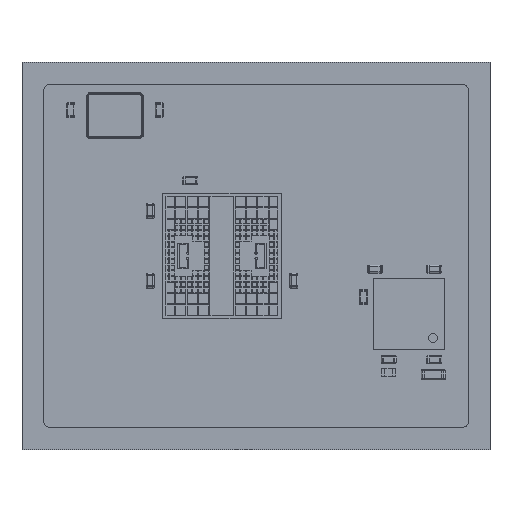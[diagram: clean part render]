
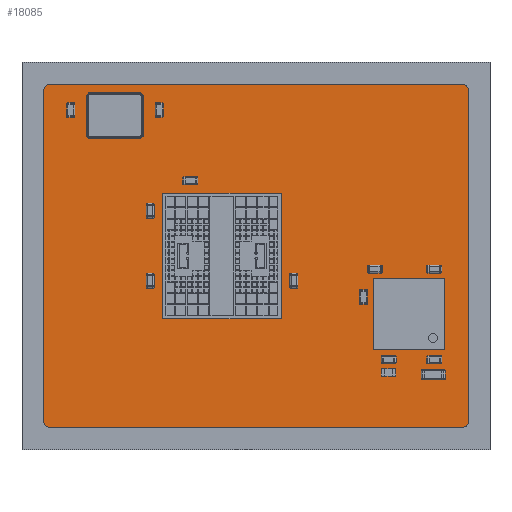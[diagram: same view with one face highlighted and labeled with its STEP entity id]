
A CAD part, top view. The second image highlights one B-rep face of the part: STEP entity #18085.
In plain terms, the highlighted planar face has unit normal (0, 0, 1).
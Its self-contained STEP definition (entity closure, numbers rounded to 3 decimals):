
#17820 = VERTEX_POINT('',#17821);
#17821 = CARTESIAN_POINT('',(0.,0.25,1.025));
#17827 = EDGE_CURVE('',#17820,#17828,#17830,.T.);
#17828 = VERTEX_POINT('',#17829);
#17829 = CARTESIAN_POINT('',(0.,14.75,1.025));
#17830 = LINE('',#17831,#17832);
#17831 = CARTESIAN_POINT('',(0.,0.25,1.025));
#17832 = VECTOR('',#17833,1.);
#17833 = DIRECTION('',(0.,1.,0.));
#17858 = EDGE_CURVE('',#17828,#17859,#17861,.T.);
#17859 = VERTEX_POINT('',#17860);
#17860 = CARTESIAN_POINT('',(0.25,15.,1.025));
#17861 = CIRCLE('',#17862,0.249);
#17862 = AXIS2_PLACEMENT_3D('',#17863,#17864,#17865);
#17863 = CARTESIAN_POINT('',(0.249,14.751,1.025)
  );
#17864 = DIRECTION('',(0.,0.,-1.));
#17865 = DIRECTION('',(-1.,-0.003,-0.));
#17891 = EDGE_CURVE('',#17859,#17892,#17894,.T.);
#17892 = VERTEX_POINT('',#17893);
#17893 = CARTESIAN_POINT('',(18.35,15.,1.025));
#17894 = LINE('',#17895,#17896);
#17895 = CARTESIAN_POINT('',(0.25,15.,1.025));
#17896 = VECTOR('',#17897,1.);
#17897 = DIRECTION('',(1.,0.,0.));
#17922 = EDGE_CURVE('',#17892,#17923,#17925,.T.);
#17923 = VERTEX_POINT('',#17924);
#17924 = CARTESIAN_POINT('',(18.6,14.75,1.025));
#17925 = CIRCLE('',#17926,0.249);
#17926 = AXIS2_PLACEMENT_3D('',#17927,#17928,#17929);
#17927 = CARTESIAN_POINT('',(18.351,14.751,1.025)
  );
#17928 = DIRECTION('',(0.,0.,-1.));
#17929 = DIRECTION('',(-0.003,1.,0.));
#17955 = EDGE_CURVE('',#17923,#17956,#17958,.T.);
#17956 = VERTEX_POINT('',#17957);
#17957 = CARTESIAN_POINT('',(18.6,0.25,1.025));
#17958 = LINE('',#17959,#17960);
#17959 = CARTESIAN_POINT('',(18.6,14.75,1.025));
#17960 = VECTOR('',#17961,1.);
#17961 = DIRECTION('',(0.,-1.,0.));
#17986 = EDGE_CURVE('',#17956,#17987,#17989,.T.);
#17987 = VERTEX_POINT('',#17988);
#17988 = CARTESIAN_POINT('',(18.35,0.,1.025));
#17989 = CIRCLE('',#17990,0.249);
#17990 = AXIS2_PLACEMENT_3D('',#17991,#17992,#17993);
#17991 = CARTESIAN_POINT('',(18.351,0.249,1.025)
  );
#17992 = DIRECTION('',(0.,0.,-1.));
#17993 = DIRECTION('',(1.,0.003,0.));
#18019 = EDGE_CURVE('',#17987,#18020,#18022,.T.);
#18020 = VERTEX_POINT('',#18021);
#18021 = CARTESIAN_POINT('',(0.25,0.,1.025));
#18022 = LINE('',#18023,#18024);
#18023 = CARTESIAN_POINT('',(18.35,0.,1.025));
#18024 = VECTOR('',#18025,1.);
#18025 = DIRECTION('',(-1.,0.,0.));
#18050 = EDGE_CURVE('',#18020,#17820,#18051,.T.);
#18051 = CIRCLE('',#18052,0.249);
#18052 = AXIS2_PLACEMENT_3D('',#18053,#18054,#18055);
#18053 = CARTESIAN_POINT('',(0.249,0.249,1.025));
#18054 = DIRECTION('',(0.,0.,-1.));
#18055 = DIRECTION('',(0.003,-1.,0.));
#18085 = ADVANCED_FACE('',(#18086),#18096,.F.);
#18086 = FACE_BOUND('',#18087,.F.);
#18087 = EDGE_LOOP('',(#18088,#18089,#18090,#18091,#18092,#18093,#18094,
    #18095));
#18088 = ORIENTED_EDGE('',*,*,#17827,.T.);
#18089 = ORIENTED_EDGE('',*,*,#17858,.T.);
#18090 = ORIENTED_EDGE('',*,*,#17891,.T.);
#18091 = ORIENTED_EDGE('',*,*,#17922,.T.);
#18092 = ORIENTED_EDGE('',*,*,#17955,.T.);
#18093 = ORIENTED_EDGE('',*,*,#17986,.T.);
#18094 = ORIENTED_EDGE('',*,*,#18019,.T.);
#18095 = ORIENTED_EDGE('',*,*,#18050,.T.);
#18096 = PLANE('',#18097);
#18097 = AXIS2_PLACEMENT_3D('',#18098,#18099,#18100);
#18098 = CARTESIAN_POINT('',(9.3,7.5,1.025));
#18099 = DIRECTION('',(-0.,-0.,-1.));
#18100 = DIRECTION('',(-1.,0.,0.));
